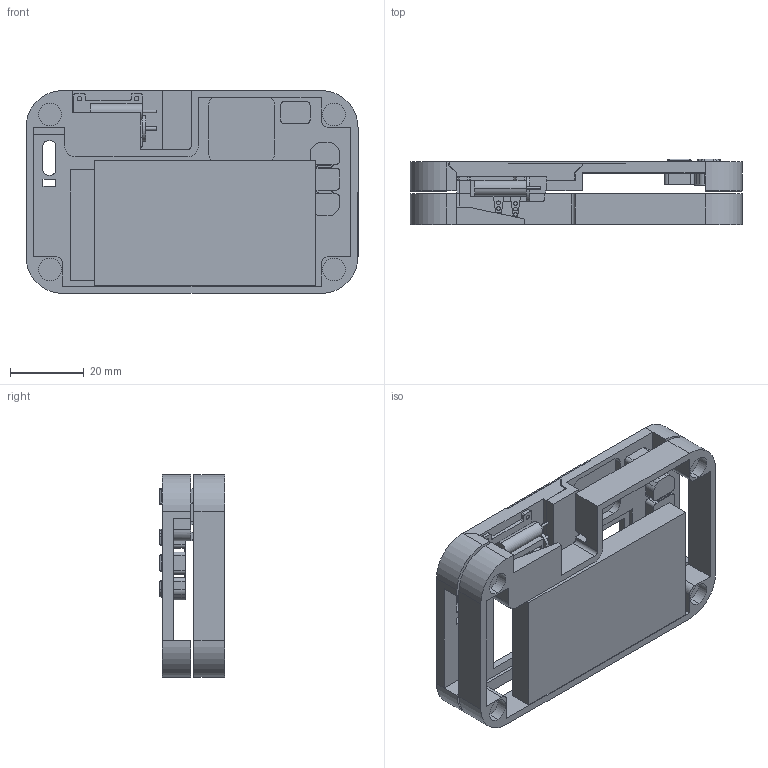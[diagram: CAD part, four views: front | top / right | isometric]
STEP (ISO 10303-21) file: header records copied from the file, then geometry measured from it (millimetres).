
FILE_DESCRIPTION (( 'STEP AP214' ), '1' );
FILE_NAME ('thelth_assy.STEP', '2025-03-05T09:23:28', ( '' ), ( '' ), 'SwSTEP 2.0', 'SolidWorks 2025', '' );
FILE_SCHEMA (( 'AUTOMOTIVE_DESIGN' ));
Length unit declared in the file: millimetre
Products named in the file (12): access_hatch^access_hatch_thelth_assy; cover^thelth_assy; frame^thelth_assy; micro_servo_assy^access_hatch_thelth_assy; micro_servo; nav_buttons; thelth_assy; power_button^thelth_assy; battery^thelth_assy; access_hatch^thelth_assy; skeleton^thelth_assy; micro_servo_horn^micro_servo_assy_access_hatch_thelth_assy
Assembly tree (10 placements, depth 4):
  thelth_assy
    cover^thelth_assy
    battery^thelth_assy
    frame^thelth_assy
    nav_buttons
    power_button^thelth_assy
    access_hatch^thelth_assy
      micro_servo_assy^access_hatch_thelth_assy
        micro_servo
        micro_servo_horn^micro_servo_assy_access_hatch_thelth_assy
      access_hatch^access_hatch_thelth_assy
  skeleton^thelth_assy
Bounding box: 90 x 17.74 x 55 mm (x, y, z)
Volume: 33277.3 mm3; surface area: 27770.6 mm2
Topology: 19 solids, 19 shells, 645 faces, 1635 edges, 1046 vertices
Faces by surface type: plane 342, cylinder 267, bspline 24, torus 8, cone 4
Entity records: 20620 total; most frequent: CARTESIAN_POINT 4337, DIRECTION 3366, ORIENTED_EDGE 3246, EDGE_CURVE 1623, AXIS2_PLACEMENT_3D 1155, VECTOR 1056, LINE 1056, VERTEX_POINT 1046
